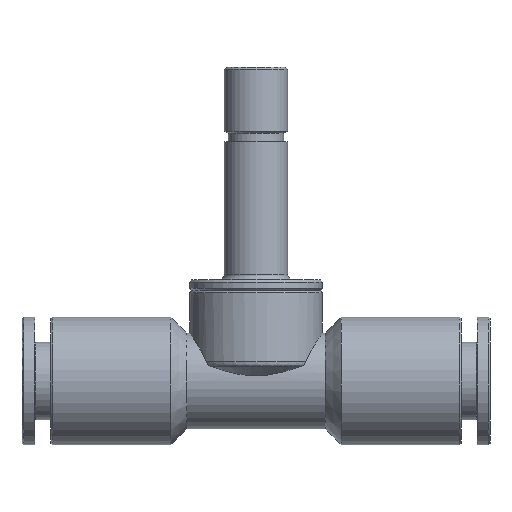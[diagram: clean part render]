
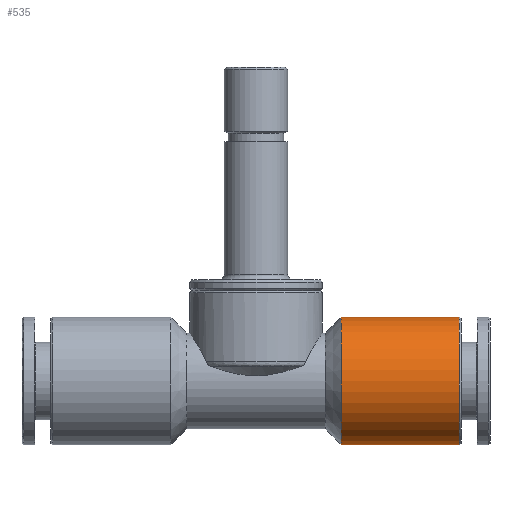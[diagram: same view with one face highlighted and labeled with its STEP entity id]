
A CAD part, front view. The second image highlights one B-rep face of the part: STEP entity #535.
In plain terms, the highlighted cylindrical face has radius 6 mm (diameter 12 mm), a full revolution.
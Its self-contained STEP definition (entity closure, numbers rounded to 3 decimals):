
#94=ORIENTED_EDGE('',*,*,#193,.F.);
#95=ORIENTED_EDGE('',*,*,#192,.T.);
#192=EDGE_CURVE('',#244,#244,#290,.T.);
#193=EDGE_CURVE('',#245,#245,#291,.T.);
#244=VERTEX_POINT('',#957);
#245=VERTEX_POINT('',#960);
#290=CIRCLE('',#606,6.);
#291=CIRCLE('',#608,6.);
#341=EDGE_LOOP('',(#94));
#342=EDGE_LOOP('',(#95));
#433=FACE_BOUND('',#341,.T.);
#434=FACE_BOUND('',#342,.T.);
#514=CYLINDRICAL_SURFACE('',#607,6.);
#535=ADVANCED_FACE('',(#433,#434),#514,.T.);
#606=AXIS2_PLACEMENT_3D('',#956,#722,#723);
#607=AXIS2_PLACEMENT_3D('',#958,#724,#725);
#608=AXIS2_PLACEMENT_3D('',#959,#726,#727);
#722=DIRECTION('',(1.,0.,0.));
#723=DIRECTION('',(0.,0.,-1.));
#724=DIRECTION('',(1.,0.,0.));
#725=DIRECTION('',(0.,0.,-1.));
#726=DIRECTION('',(1.,0.,0.));
#727=DIRECTION('',(0.,0.,-1.));
#956=CARTESIAN_POINT('',(8.,0.,0.));
#957=CARTESIAN_POINT('',(8.,0.,-6.));
#958=CARTESIAN_POINT('',(22.,0.,0.));
#959=CARTESIAN_POINT('',(19.127,0.,0.));
#960=CARTESIAN_POINT('',(19.127,0.,-6.));
